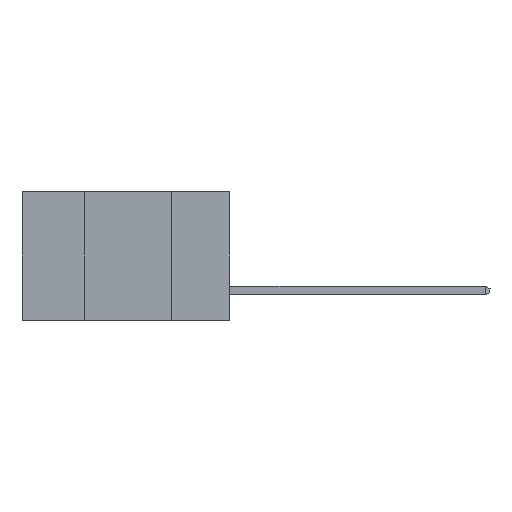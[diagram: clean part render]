
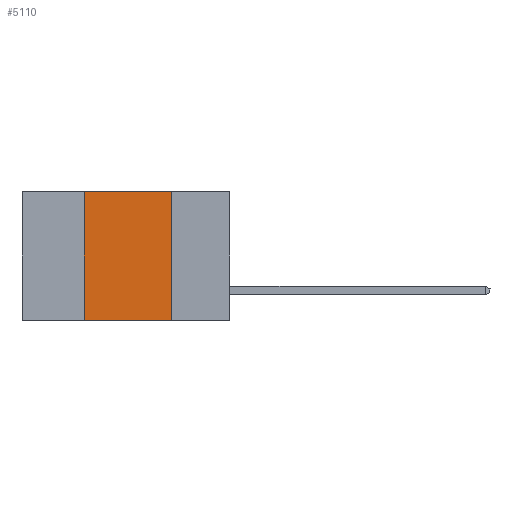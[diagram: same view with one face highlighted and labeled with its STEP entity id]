
A CAD part, left-side view. The second image highlights one B-rep face of the part: STEP entity #5110.
In plain terms, the highlighted planar face has unit normal (-1, 0, 0).
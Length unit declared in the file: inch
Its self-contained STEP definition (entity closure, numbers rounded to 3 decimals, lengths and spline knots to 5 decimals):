
#16 = DIRECTION ( 'NONE',  ( 0., 0., -1. ) ) ;
#44 = VERTEX_POINT ( 'NONE', #11365 ) ;
#73 = CARTESIAN_POINT ( 'NONE',  ( 0., 0.6, -0.37 ) ) ;
#261 = EDGE_LOOP ( 'NONE', ( #13871, #1803, #515, #2291 ) ) ;
#453 = EDGE_CURVE ( 'NONE', #44, #15045, #11702, .T. ) ;
#515 = ORIENTED_EDGE ( 'NONE', *, *, #453, .F. ) ;
#548 = VECTOR ( 'NONE', #3662, 39.37008 ) ;
#1803 = ORIENTED_EDGE ( 'NONE', *, *, #12802, .F. ) ;
#2291 = ORIENTED_EDGE ( 'NONE', *, *, #13064, .T. ) ;
#2717 = CARTESIAN_POINT ( 'NONE',  ( 0., 0.42, -0.37 ) ) ;
#2992 = FACE_OUTER_BOUND ( 'NONE', #261, .T. ) ;
#3662 = DIRECTION ( 'NONE',  ( 0., -1., 0. ) ) ;
#4184 = CARTESIAN_POINT ( 'NONE',  ( 0., 0.17, -0.37 ) ) ;
#4334 = LINE ( 'NONE', #73, #10756 ) ;
#5110 = ADVANCED_FACE ( 'NONE', ( #2992 ), #11979, .F. ) ;
#5994 = DIRECTION ( 'NONE',  ( 0., 0., -1. ) ) ;
#6460 = VECTOR ( 'NONE', #16, 39.37008 ) ;
#7632 = VERTEX_POINT ( 'NONE', #7955 ) ;
#7955 = CARTESIAN_POINT ( 'NONE',  ( 0., 0.17, -0.37 ) ) ;
#8532 = LINE ( 'NONE', #4184, #6460 ) ;
#8701 = VECTOR ( 'NONE', #14509, 39.37008 ) ;
#9291 = AXIS2_PLACEMENT_3D ( 'NONE', #12281, #10345, #5994 ) ;
#10025 = CARTESIAN_POINT ( 'NONE',  ( 0., 0.17, 0. ) ) ;
#10345 = DIRECTION ( 'NONE',  ( 1., 0., 0. ) ) ;
#10737 = VERTEX_POINT ( 'NONE', #10025 ) ;
#10756 = VECTOR ( 'NONE', #17484, 39.37008 ) ;
#10928 = LINE ( 'NONE', #16820, #548 ) ;
#11365 = CARTESIAN_POINT ( 'NONE',  ( 0., 0.42, -0.37 ) ) ;
#11621 = CARTESIAN_POINT ( 'NONE',  ( 0., 0.42, 0. ) ) ;
#11702 = LINE ( 'NONE', #2717, #8701 ) ;
#11979 = PLANE ( 'NONE',  #9291 ) ;
#12281 = CARTESIAN_POINT ( 'NONE',  ( 0., 0.6, 0. ) ) ;
#12802 = EDGE_CURVE ( 'NONE', #15045, #10737, #10928, .T. ) ;
#13064 = EDGE_CURVE ( 'NONE', #44, #7632, #4334, .T. ) ;
#13871 = ORIENTED_EDGE ( 'NONE', *, *, #16257, .F. ) ;
#14509 = DIRECTION ( 'NONE',  ( 0., 0., 1. ) ) ;
#15045 = VERTEX_POINT ( 'NONE', #11621 ) ;
#16257 = EDGE_CURVE ( 'NONE', #10737, #7632, #8532, .T. ) ;
#16820 = CARTESIAN_POINT ( 'NONE',  ( 0., 0.6, 0. ) ) ;
#17484 = DIRECTION ( 'NONE',  ( 0., -1., 0. ) ) ;
